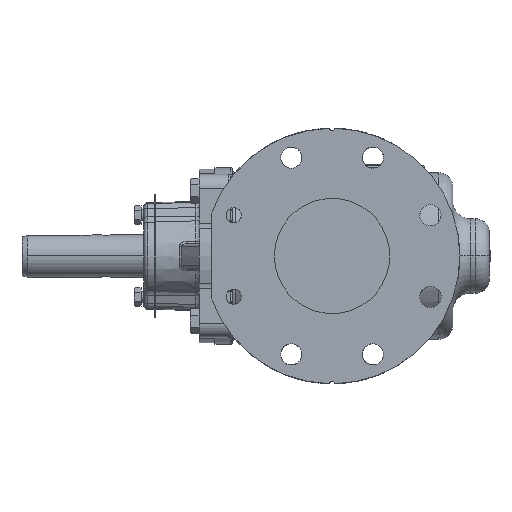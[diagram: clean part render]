
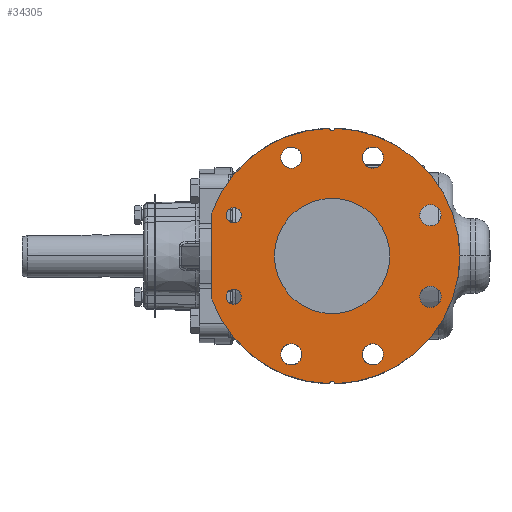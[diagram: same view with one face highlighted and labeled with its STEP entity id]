
A CAD part, left-side view. The second image highlights one B-rep face of the part: STEP entity #34305.
In plain terms, the highlighted planar face has unit normal (-1, 0, 0).
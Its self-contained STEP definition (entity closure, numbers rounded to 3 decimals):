
#6103=CARTESIAN_POINT('',(-4.5,0.,-4.5));
#6104=DIRECTION('',(1.,0.,0.));
#6105=DIRECTION('',(0.,1.,0.01));
#6106=AXIS2_PLACEMENT_3D('',#6103,#6104,#6105);
#6108=CARTESIAN_POINT('',(-4.5,1.435,3.465));
#6109=DIRECTION('',(1.,0.,0.));
#6110=DIRECTION('',(0.,1.,0.));
#6111=AXIS2_PLACEMENT_3D('',#6108,#6109,#6110);
#6113=CARTESIAN_POINT('',(-4.5,1.435,3.465));
#6114=DIRECTION('',(1.,0.,0.));
#6115=DIRECTION('',(0.,-1.,0.));
#6116=AXIS2_PLACEMENT_3D('',#6113,#6114,#6115);
#6118=CARTESIAN_POINT('',(-4.5,-1.435,3.465));
#6119=DIRECTION('',(1.,0.,0.));
#6120=DIRECTION('',(0.,0.707,0.707));
#6121=AXIS2_PLACEMENT_3D('',#6118,#6119,#6120);
#6123=CARTESIAN_POINT('',(-4.5,-1.435,3.465));
#6124=DIRECTION('',(1.,0.,0.));
#6125=DIRECTION('',(0.,-0.707,-0.707));
#6126=AXIS2_PLACEMENT_3D('',#6123,#6124,#6125);
#6128=CARTESIAN_POINT('',(-4.5,-3.465,1.435));
#6129=DIRECTION('',(1.,0.,0.));
#6130=DIRECTION('',(0.,0.,1.));
#6131=AXIS2_PLACEMENT_3D('',#6128,#6129,#6130);
#6133=CARTESIAN_POINT('',(-4.5,-3.465,1.435));
#6134=DIRECTION('',(1.,0.,0.));
#6135=DIRECTION('',(0.,0.,-1.));
#6136=AXIS2_PLACEMENT_3D('',#6133,#6134,#6135);
#6138=CARTESIAN_POINT('',(-4.5,-3.465,-1.435));
#6139=DIRECTION('',(1.,0.,0.));
#6140=DIRECTION('',(0.,-0.707,0.707));
#6141=AXIS2_PLACEMENT_3D('',#6138,#6139,#6140);
#6143=CARTESIAN_POINT('',(-4.5,-3.465,-1.435));
#6144=DIRECTION('',(1.,0.,0.));
#6145=DIRECTION('',(0.,0.707,-0.707));
#6146=AXIS2_PLACEMENT_3D('',#6143,#6144,#6145);
#6148=CARTESIAN_POINT('',(-4.5,-1.435,-3.465));
#6149=DIRECTION('',(1.,0.,0.));
#6150=DIRECTION('',(0.,-1.,0.));
#6151=AXIS2_PLACEMENT_3D('',#6148,#6149,#6150);
#6153=CARTESIAN_POINT('',(-4.5,-1.435,-3.465));
#6154=DIRECTION('',(1.,0.,0.));
#6155=DIRECTION('',(0.,1.,0.));
#6156=AXIS2_PLACEMENT_3D('',#6153,#6154,#6155);
#6158=CARTESIAN_POINT('',(-4.5,1.435,-3.465));
#6159=DIRECTION('',(1.,0.,0.));
#6160=DIRECTION('',(0.,-0.707,-0.707));
#6161=AXIS2_PLACEMENT_3D('',#6158,#6159,#6160);
#6163=CARTESIAN_POINT('',(-4.5,1.435,-3.465));
#6164=DIRECTION('',(1.,0.,0.));
#6165=DIRECTION('',(0.,0.707,0.707));
#6166=AXIS2_PLACEMENT_3D('',#6163,#6164,#6165);
#6168=CARTESIAN_POINT('',(-4.5,3.465,-1.435));
#6169=DIRECTION('',(1.,0.,0.));
#6170=DIRECTION('',(0.,-1.,0.));
#6171=AXIS2_PLACEMENT_3D('',#6168,#6169,#6170);
#6173=CARTESIAN_POINT('',(-4.5,3.465,-1.435));
#6174=DIRECTION('',(1.,0.,0.));
#6175=DIRECTION('',(0.,1.,0.));
#6176=AXIS2_PLACEMENT_3D('',#6173,#6174,#6175);
#6178=CARTESIAN_POINT('',(-4.5,3.465,1.435));
#6179=DIRECTION('',(1.,0.,0.));
#6180=DIRECTION('',(0.,-0.707,-0.707));
#6181=AXIS2_PLACEMENT_3D('',#6178,#6179,#6180);
#6183=CARTESIAN_POINT('',(-4.5,3.465,1.435));
#6184=DIRECTION('',(1.,0.,0.));
#6185=DIRECTION('',(0.,0.707,0.707));
#6186=AXIS2_PLACEMENT_3D('',#6183,#6184,#6185);
#6188=CARTESIAN_POINT('',(-4.5,0.,0.));
#6189=DIRECTION('',(1.,0.,0.));
#6190=DIRECTION('',(0.,0.944,0.329));
#6191=AXIS2_PLACEMENT_3D('',#6188,#6189,#6190);
#6244=DIRECTION('',(0.,0.,-1.));
#6245=VECTOR('',#6244,2.958);
#6246=CARTESIAN_POINT('',(-4.5,4.25,1.479));
#6247=LINE('',#6246,#6245);
#21937=CARTESIAN_POINT('',(-4.5,0.,0.));
#21938=DIRECTION('',(1.,0.,0.));
#21939=DIRECTION('',(0.,-0.021,1.));
#21940=AXIS2_PLACEMENT_3D('',#21937,#21938,#21939);
#22016=CARTESIAN_POINT('',(-4.5,0.,4.5));
#22017=DIRECTION('',(1.,0.,0.));
#22018=DIRECTION('',(0.,-1.,-0.01));
#22019=AXIS2_PLACEMENT_3D('',#22016,#22017,#22018);
#27138=CARTESIAN_POINT('',(-4.5,0.,0.));
#27139=DIRECTION('',(1.,0.,0.));
#27140=DIRECTION('',(0.,0.021,-1.));
#27141=AXIS2_PLACEMENT_3D('',#27138,#27139,#27140);
#27161=CARTESIAN_POINT('',(-4.5,0.,0.));
#27162=DIRECTION('',(1.,0.,0.));
#27163=DIRECTION('',(0.,1.,0.));
#27164=AXIS2_PLACEMENT_3D('',#27161,#27162,#27163);
#27175=CARTESIAN_POINT('',(-4.5,0.,0.));
#27176=DIRECTION('',(1.,0.,0.));
#27177=DIRECTION('',(0.,-1.,0.));
#27178=AXIS2_PLACEMENT_3D('',#27175,#27176,#27177);
#27537=CARTESIAN_POINT('',(-4.5,1.81,3.465));
#27538=CARTESIAN_POINT('',(-4.5,1.06,3.465));
#27539=VERTEX_POINT('',#27537);
#27540=VERTEX_POINT('',#27538);
#27545=CARTESIAN_POINT('',(-4.5,-1.17,3.73));
#27546=CARTESIAN_POINT('',(-4.5,-1.7,3.199));
#27547=VERTEX_POINT('',#27545);
#27548=VERTEX_POINT('',#27546);
#27553=CARTESIAN_POINT('',(-4.5,-3.465,1.81));
#27554=CARTESIAN_POINT('',(-4.5,-3.465,1.06));
#27555=VERTEX_POINT('',#27553);
#27556=VERTEX_POINT('',#27554);
#27561=CARTESIAN_POINT('',(-4.5,-3.73,-1.17));
#27562=CARTESIAN_POINT('',(-4.5,-3.199,-1.7));
#27563=VERTEX_POINT('',#27561);
#27564=VERTEX_POINT('',#27562);
#27569=CARTESIAN_POINT('',(-4.5,-1.81,-3.465));
#27570=CARTESIAN_POINT('',(-4.5,-1.06,-3.465));
#27571=VERTEX_POINT('',#27569);
#27572=VERTEX_POINT('',#27570);
#27577=CARTESIAN_POINT('',(-4.5,1.17,-3.73));
#27578=CARTESIAN_POINT('',(-4.5,1.7,-3.199));
#27579=VERTEX_POINT('',#27577);
#27580=VERTEX_POINT('',#27578);
#28998=CARTESIAN_POINT('',(-4.5,4.25,1.479));
#28999=CARTESIAN_POINT('',(-4.5,0.094,4.499));
#29000=VERTEX_POINT('',#28998);
#29001=VERTEX_POINT('',#28999);
#29002=CARTESIAN_POINT('',(-4.5,-0.094,4.499));
#29003=CARTESIAN_POINT('',(-4.5,-0.094,-4.499));
#29004=VERTEX_POINT('',#29002);
#29005=VERTEX_POINT('',#29003);
#29006=CARTESIAN_POINT('',(-4.5,0.094,-4.499));
#29007=CARTESIAN_POINT('',(-4.5,4.25,-1.479));
#29008=VERTEX_POINT('',#29006);
#29009=VERTEX_POINT('',#29007);
#29010=CARTESIAN_POINT('',(-4.5,2.031,0.));
#29011=CARTESIAN_POINT('',(-4.5,-2.031,0.));
#29012=VERTEX_POINT('',#29010);
#29013=VERTEX_POINT('',#29011);
#29478=CARTESIAN_POINT('',(-4.5,3.199,-1.435));
#29480=VERTEX_POINT('',#29478);
#29482=CARTESIAN_POINT('',(-4.5,3.73,-1.435));
#29484=VERTEX_POINT('',#29482);
#29486=CARTESIAN_POINT('',(-4.5,3.277,1.247));
#29488=VERTEX_POINT('',#29486);
#29490=CARTESIAN_POINT('',(-4.5,3.652,1.623));
#29492=VERTEX_POINT('',#29490);
#34233=CARTESIAN_POINT('',(-4.5,0.,0.));
#34234=DIRECTION('',(1.,0.,0.));
#34235=DIRECTION('',(0.,-1.,0.));
#34236=AXIS2_PLACEMENT_3D('',#34233,#34234,#34235);
#34237=PLANE('',#34236);
#34239=ORIENTED_EDGE('',*,*,#34238,.T.);
#34241=ORIENTED_EDGE('',*,*,#34240,.F.);
#34243=ORIENTED_EDGE('',*,*,#34242,.T.);
#34244=ORIENTED_EDGE('',*,*,#34223,.F.);
#34246=ORIENTED_EDGE('',*,*,#34245,.T.);
#34248=ORIENTED_EDGE('',*,*,#34247,.F.);
#34249=EDGE_LOOP('',(#34239,#34241,#34243,#34244,#34246,#34248));
#34250=FACE_OUTER_BOUND('',#34249,.F.);
#34252=ORIENTED_EDGE('',*,*,#34251,.F.);
#34254=ORIENTED_EDGE('',*,*,#34253,.F.);
#34255=EDGE_LOOP('',(#34252,#34254));
#34256=FACE_BOUND('',#34255,.F.);
#34258=ORIENTED_EDGE('',*,*,#34257,.F.);
#34260=ORIENTED_EDGE('',*,*,#34259,.F.);
#34261=EDGE_LOOP('',(#34258,#34260));
#34262=FACE_BOUND('',#34261,.F.);
#34264=ORIENTED_EDGE('',*,*,#34263,.F.);
#34266=ORIENTED_EDGE('',*,*,#34265,.F.);
#34267=EDGE_LOOP('',(#34264,#34266));
#34268=FACE_BOUND('',#34267,.F.);
#34270=ORIENTED_EDGE('',*,*,#34269,.F.);
#34272=ORIENTED_EDGE('',*,*,#34271,.F.);
#34273=EDGE_LOOP('',(#34270,#34272));
#34274=FACE_BOUND('',#34273,.F.);
#34276=ORIENTED_EDGE('',*,*,#34275,.F.);
#34278=ORIENTED_EDGE('',*,*,#34277,.F.);
#34279=EDGE_LOOP('',(#34276,#34278));
#34280=FACE_BOUND('',#34279,.F.);
#34282=ORIENTED_EDGE('',*,*,#34281,.F.);
#34284=ORIENTED_EDGE('',*,*,#34283,.F.);
#34285=EDGE_LOOP('',(#34282,#34284));
#34286=FACE_BOUND('',#34285,.F.);
#34288=ORIENTED_EDGE('',*,*,#34287,.F.);
#34290=ORIENTED_EDGE('',*,*,#34289,.F.);
#34291=EDGE_LOOP('',(#34288,#34290));
#34292=FACE_BOUND('',#34291,.F.);
#34294=ORIENTED_EDGE('',*,*,#34293,.F.);
#34296=ORIENTED_EDGE('',*,*,#34295,.F.);
#34297=EDGE_LOOP('',(#34294,#34296));
#34298=FACE_BOUND('',#34297,.F.);
#34300=ORIENTED_EDGE('',*,*,#34299,.F.);
#34302=ORIENTED_EDGE('',*,*,#34301,.F.);
#34303=EDGE_LOOP('',(#34300,#34302));
#34304=FACE_BOUND('',#34303,.F.);
#6107=CIRCLE('',#6106,0.094);
#6112=CIRCLE('',#6111,0.375);
#6117=CIRCLE('',#6116,0.375);
#6122=CIRCLE('',#6121,0.375);
#6127=CIRCLE('',#6126,0.375);
#6132=CIRCLE('',#6131,0.375);
#6137=CIRCLE('',#6136,0.375);
#6142=CIRCLE('',#6141,0.375);
#6147=CIRCLE('',#6146,0.375);
#6152=CIRCLE('',#6151,0.375);
#6157=CIRCLE('',#6156,0.375);
#6162=CIRCLE('',#6161,0.375);
#6167=CIRCLE('',#6166,0.375);
#6172=CIRCLE('',#6171,0.266);
#6177=CIRCLE('',#6176,0.266);
#6182=CIRCLE('',#6181,0.266);
#6187=CIRCLE('',#6186,0.266);
#6192=CIRCLE('',#6191,4.5);
#21941=CIRCLE('',#21940,4.5);
#22020=CIRCLE('',#22019,0.094);
#27142=CIRCLE('',#27141,4.5);
#27165=CIRCLE('',#27164,2.031);
#27179=CIRCLE('',#27178,2.031);
#34223=EDGE_CURVE('',#29008,#29005,#6107,.T.);
#34238=EDGE_CURVE('',#29000,#29001,#6192,.T.);
#34240=EDGE_CURVE('',#29004,#29001,#22020,.T.);
#34242=EDGE_CURVE('',#29004,#29005,#21941,.T.);
#34245=EDGE_CURVE('',#29008,#29009,#27142,.T.);
#34247=EDGE_CURVE('',#29000,#29009,#6247,.T.);
#34251=EDGE_CURVE('',#29012,#29013,#27165,.T.);
#34253=EDGE_CURVE('',#29013,#29012,#27179,.T.);
#34257=EDGE_CURVE('',#27539,#27540,#6112,.T.);
#34259=EDGE_CURVE('',#27540,#27539,#6117,.T.);
#34263=EDGE_CURVE('',#27547,#27548,#6122,.T.);
#34265=EDGE_CURVE('',#27548,#27547,#6127,.T.);
#34269=EDGE_CURVE('',#27555,#27556,#6132,.T.);
#34271=EDGE_CURVE('',#27556,#27555,#6137,.T.);
#34275=EDGE_CURVE('',#27563,#27564,#6142,.T.);
#34277=EDGE_CURVE('',#27564,#27563,#6147,.T.);
#34281=EDGE_CURVE('',#27571,#27572,#6152,.T.);
#34283=EDGE_CURVE('',#27572,#27571,#6157,.T.);
#34287=EDGE_CURVE('',#27579,#27580,#6162,.T.);
#34289=EDGE_CURVE('',#27580,#27579,#6167,.T.);
#34293=EDGE_CURVE('',#29480,#29484,#6172,.T.);
#34295=EDGE_CURVE('',#29484,#29480,#6177,.T.);
#34299=EDGE_CURVE('',#29488,#29492,#6182,.T.);
#34301=EDGE_CURVE('',#29492,#29488,#6187,.T.);
#34305=ADVANCED_FACE('',(#34250,#34256,#34262,#34268,#34274,#34280,#34286,
#34292,#34298,#34304),#34237,.F.);
